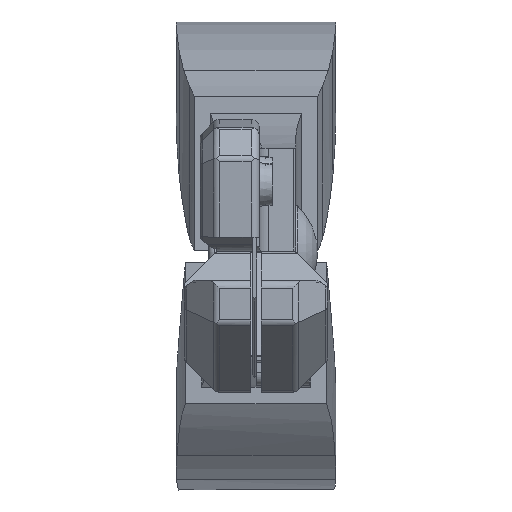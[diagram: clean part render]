
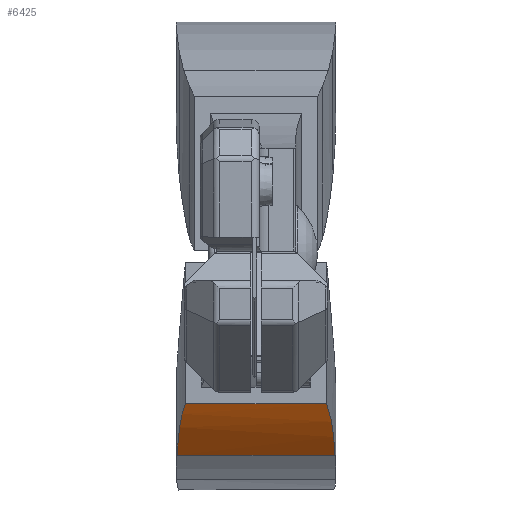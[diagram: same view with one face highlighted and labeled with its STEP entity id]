
A CAD part, top view. The second image highlights one B-rep face of the part: STEP entity #6425.
In plain terms, the highlighted cylindrical face has radius 95 mm (diameter 190 mm), a partial arc.
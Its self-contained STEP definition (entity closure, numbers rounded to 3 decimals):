
#143=B_SPLINE_CURVE_WITH_KNOTS('',3,(#9712,#9713,#9714,#9715),
 .UNSPECIFIED.,.F.,.F.,(4,4),(0.,0.022),.UNSPECIFIED.);
#144=B_SPLINE_CURVE_WITH_KNOTS('',3,(#9717,#9718,#9719,#9720),
 .UNSPECIFIED.,.F.,.F.,(4,4),(0.,0.022),
 .UNSPECIFIED.);
#455=CYLINDRICAL_SURFACE('',#6848,95.);
#1328=ORIENTED_EDGE('',*,*,#2352,.F.);
#1329=ORIENTED_EDGE('',*,*,#2349,.T.);
#1330=ORIENTED_EDGE('',*,*,#2353,.F.);
#1331=ORIENTED_EDGE('',*,*,#2354,.F.);
#2349=EDGE_CURVE('',#2889,#2890,#3252,.T.);
#2352=EDGE_CURVE('',#2889,#2891,#143,.T.);
#2353=EDGE_CURVE('',#2892,#2890,#144,.T.);
#2354=EDGE_CURVE('',#2891,#2892,#3253,.T.);
#2889=VERTEX_POINT('',#9701);
#2890=VERTEX_POINT('',#9702);
#2891=VERTEX_POINT('',#9716);
#2892=VERTEX_POINT('',#9721);
#3252=LINE('',#9700,#3614);
#3253=LINE('',#9722,#3615);
#3614=VECTOR('',#7895,1000.);
#3615=VECTOR('',#7898,1000.);
#3881=EDGE_LOOP('',(#1328,#1329,#1330,#1331));
#4177=FACE_BOUND('',#3881,.T.);
#6425=ADVANCED_FACE('',(#4177),#455,.F.);
#6848=AXIS2_PLACEMENT_3D('',#9711,#7896,#7897);
#7895=DIRECTION('',(-1.,0.,0.));
#7896=DIRECTION('',(-1.,0.,0.));
#7897=DIRECTION('',(0.,0.,1.));
#7898=DIRECTION('',(-1.,0.,0.));
#9700=CARTESIAN_POINT('',(10.,25.358,-48.252));
#9701=CARTESIAN_POINT('',(9.912,25.358,-48.252));
#9702=CARTESIAN_POINT('',(-9.912,25.358,-48.252));
#9711=CARTESIAN_POINT('',(10.,112.431,-10.262));
#9712=CARTESIAN_POINT('',(9.912,25.358,-48.252));
#9713=CARTESIAN_POINT('',(9.763,22.374,-41.411));
#9714=CARTESIAN_POINT('',(9.42,20.229,-34.326));
#9715=CARTESIAN_POINT('',(8.84,18.918,-27.));
#9716=CARTESIAN_POINT('',(8.84,18.918,-27.));
#9717=CARTESIAN_POINT('',(-8.84,18.918,-27.));
#9718=CARTESIAN_POINT('',(-9.42,20.229,-34.326));
#9719=CARTESIAN_POINT('',(-9.763,22.374,-41.411));
#9720=CARTESIAN_POINT('',(-9.912,25.358,-48.252));
#9721=CARTESIAN_POINT('',(-8.84,18.918,-27.));
#9722=CARTESIAN_POINT('',(10.,18.918,-27.));
